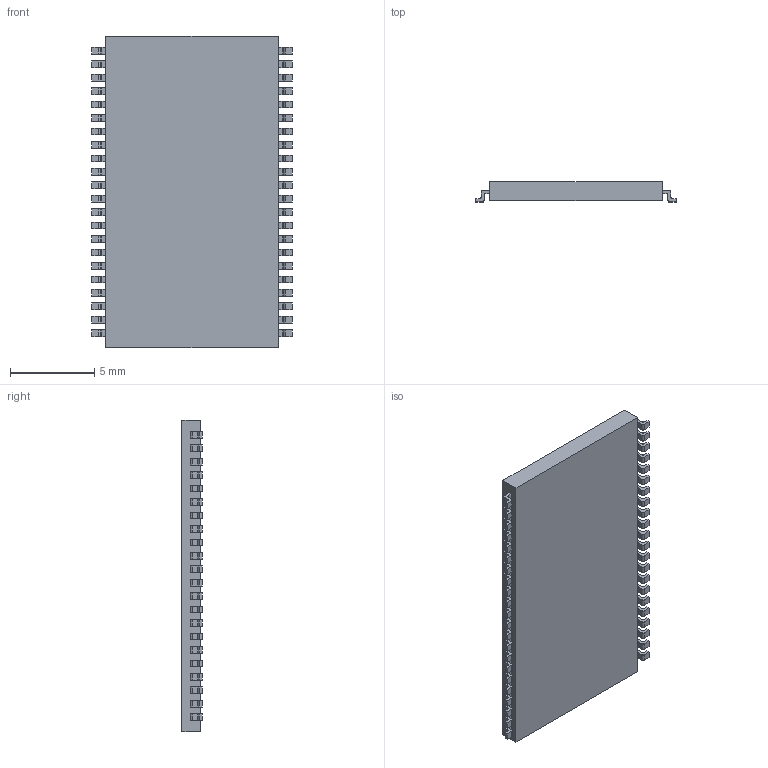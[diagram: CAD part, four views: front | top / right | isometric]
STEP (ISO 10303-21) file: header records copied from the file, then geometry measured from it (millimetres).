
FILE_DESCRIPTION (( 'STEP AP214' ), '1' );
FILE_NAME ('User Library-TSSOP44.STEP', '2021-02-20T16:03:06', ( '' ), ( '' ), 'SwSTEP 2.0', 'SolidWorks 2020', '' );
FILE_SCHEMA (( 'AUTOMOTIVE_DESIGN' ));
Length unit declared in the file: millimetre
Products named in the file (5): Assy_leg_TSSOP44; leg_TSSOP44; Part TSSOP44; User Library-TSSOP44
Assembly tree (267 placements, depth 3):
  User Library-TSSOP44
    Assy_leg_TSSOP44
      leg_TSSOP44  x132
    Assy_leg_TSSOP44
      leg_TSSOP44  x132
    Part TSSOP44
Bounding box: 11.94 x 1.2 x 18.52 mm (x, y, z)
Volume: 234.6 mm3; surface area: 876.2 mm2
Topology: 265 solids, 265 shells, 3705 faces, 9522 edges, 6348 vertices
Faces by surface type: plane 2647, cylinder 1058
Entity records: 3179 total; most frequent: DIRECTION 656, CARTESIAN_POINT 385, AXIS2_PLACEMENT_3D 307, PRODUCT_DEFINITION_SHAPE 272, CONTEXT_DEPENDENT_SHAPE_REPRESENTATION 267, ITEM_DEFINED_TRANSFORMATION 267, NEXT_ASSEMBLY_USAGE_OCCURRENCE 267, ORIENTED_EDGE 108
